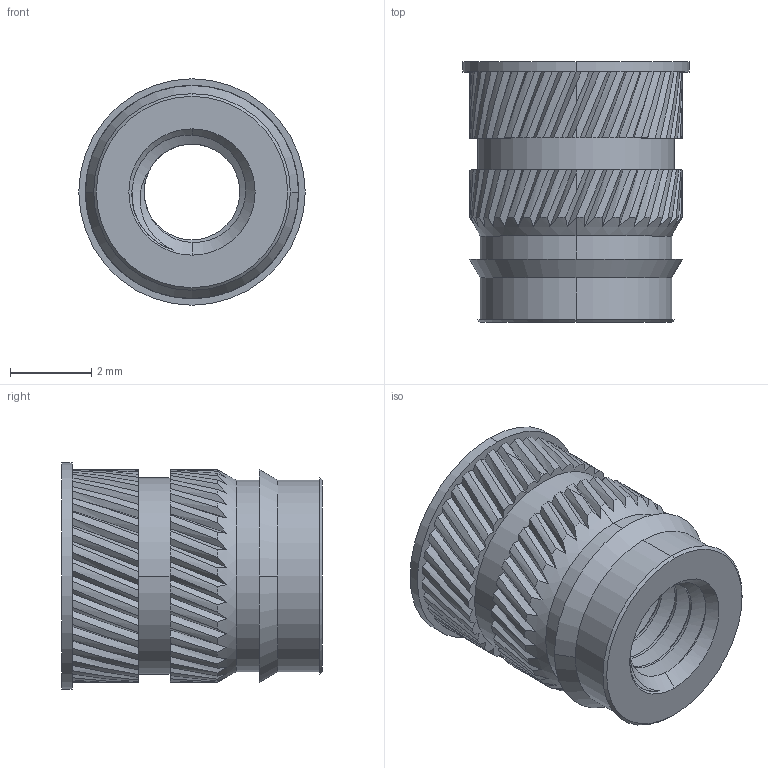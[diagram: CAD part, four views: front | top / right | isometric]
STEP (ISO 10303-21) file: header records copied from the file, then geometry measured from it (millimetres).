
FILE_DESCRIPTION (( 'STEP AP203' ), '1' );
FILE_NAME ('94180A333_Tapered Heat-Set Inserts for Plastic.STEP', '2021-09-10T02:54:13', ( 'Administrator' ), ( 'Managed by Terraform' ), 'SwSTEP 2.0', 'SolidWorks 2017', '' );
FILE_SCHEMA (( 'CONFIG_CONTROL_DESIGN' ));
Length unit declared in the file: millimetre
Products named in the file (1): 94180A333_Tapered Heat-Set Inserts for Plastic
Bounding box: 5.56 x 6.4 x 5.56 mm (x, y, z)
Volume: 88.5 mm3; surface area: 250 mm2
Topology: 1 solids, 1 shells, 271 faces, 789 edges, 525 vertices
Faces by surface type: bspline 147, cylinder 107, cone 10, plane 7
Entity records: 12118 total; most frequent: CARTESIAN_POINT 6831, ORIENTED_EDGE 1578, EDGE_CURVE 789, DIRECTION 644, VERTEX_POINT 525, AXIS2_PLACEMENT_3D 300, EDGE_LOOP 278, FACE_OUTER_BOUND 271
